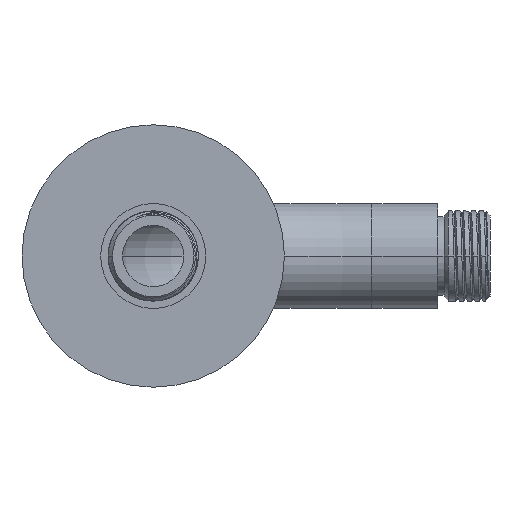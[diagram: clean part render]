
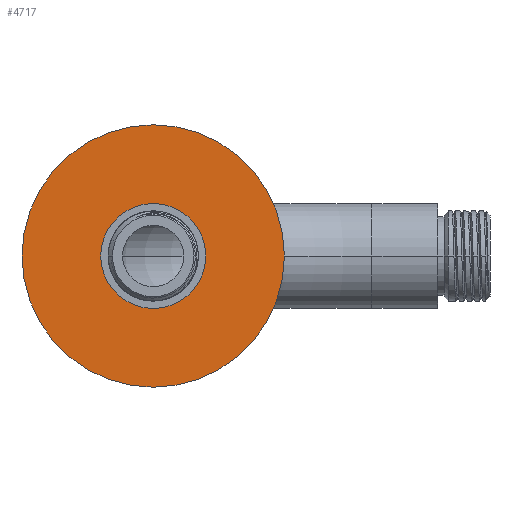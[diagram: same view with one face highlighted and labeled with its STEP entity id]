
A CAD part, left-side view. The second image highlights one B-rep face of the part: STEP entity #4717.
In plain terms, the highlighted planar face has unit normal (-1, 0, 0).
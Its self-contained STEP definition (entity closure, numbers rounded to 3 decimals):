
#30=CARTESIAN_POINT('',(-325.,0.,0.));
#31=DIRECTION('',(1.,0.,0.));
#32=DIRECTION('',(0.,1.,0.));
#33=AXIS2_PLACEMENT_3D('',#30,#31,#32);
#58=CARTESIAN_POINT('',(-325.,0.,0.));
#59=DIRECTION('',(1.,0.,0.));
#60=DIRECTION('',(0.,-1.,0.));
#61=AXIS2_PLACEMENT_3D('',#58,#59,#60);
#1960=CARTESIAN_POINT('',(-325.,0.,0.));
#1961=DIRECTION('',(-1.,0.,0.));
#1962=DIRECTION('',(0.,1.,0.));
#1963=AXIS2_PLACEMENT_3D('',#1960,#1961,#1962);
#1965=CARTESIAN_POINT('',(-325.,0.,0.));
#1966=DIRECTION('',(1.,0.,0.));
#1967=DIRECTION('',(0.,1.,0.));
#1968=AXIS2_PLACEMENT_3D('',#1965,#1966,#1967);
#2052=CARTESIAN_POINT('',(-325.,30.,0.));
#2053=CARTESIAN_POINT('',(-325.,-30.,0.));
#2054=VERTEX_POINT('',#2052);
#2055=VERTEX_POINT('',#2053);
#2060=CARTESIAN_POINT('',(-325.,12.,0.));
#2061=CARTESIAN_POINT('',(-325.,-12.,0.));
#2062=VERTEX_POINT('',#2060);
#2063=VERTEX_POINT('',#2061);
#4702=CARTESIAN_POINT('',(-325.,0.,0.));
#4703=DIRECTION('',(-1.,0.,0.));
#4704=DIRECTION('',(0.,1.,0.));
#4705=AXIS2_PLACEMENT_3D('',#4702,#4703,#4704);
#4706=PLANE('',#4705);
#4708=ORIENTED_EDGE('',*,*,#4707,.F.);
#4710=ORIENTED_EDGE('',*,*,#4709,.T.);
#4711=EDGE_LOOP('',(#4708,#4710));
#4712=FACE_OUTER_BOUND('',#4711,.F.);
#4713=ORIENTED_EDGE('',*,*,#2222,.F.);
#4714=ORIENTED_EDGE('',*,*,#2267,.F.);
#4715=EDGE_LOOP('',(#4713,#4714));
#4716=FACE_BOUND('',#4715,.F.);
#34=CIRCLE('',#33,12.);
#62=CIRCLE('',#61,12.);
#1964=CIRCLE('',#1963,30.);
#1969=CIRCLE('',#1968,30.);
#2222=EDGE_CURVE('',#2062,#2063,#34,.T.);
#2267=EDGE_CURVE('',#2063,#2062,#62,.T.);
#4707=EDGE_CURVE('',#2054,#2055,#1964,.T.);
#4709=EDGE_CURVE('',#2054,#2055,#1969,.T.);
#4717=ADVANCED_FACE('',(#4712,#4716),#4706,.T.);
